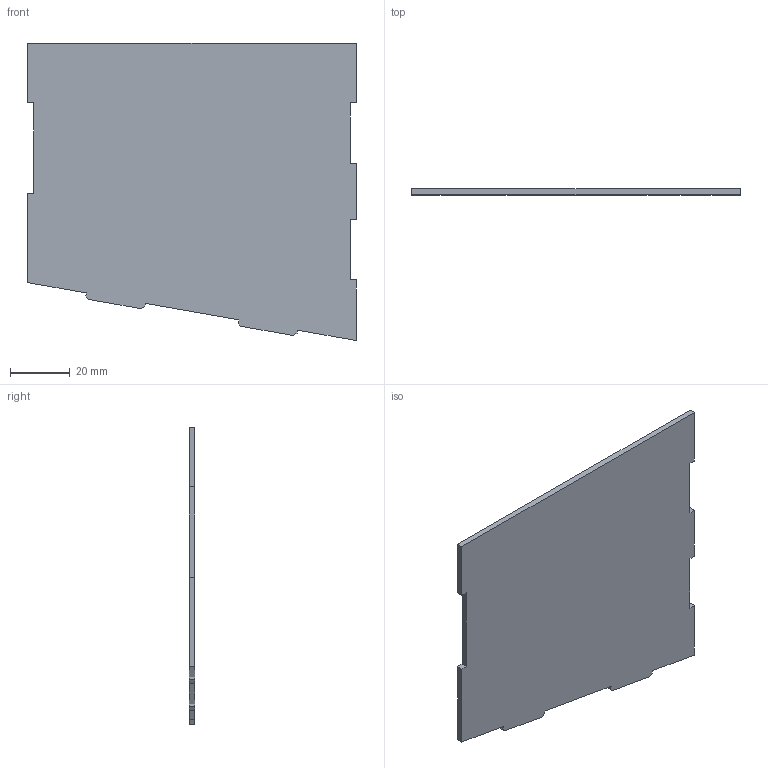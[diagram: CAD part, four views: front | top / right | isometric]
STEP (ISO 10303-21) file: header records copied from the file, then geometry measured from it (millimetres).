
FILE_DESCRIPTION (( 'STEP AP203' ), '1' );
FILE_NAME ('SHRPRO-V1 1420.09-A Control panel side.step', '2019-12-23T20:17:44', ( '' ), ( '' ), 'SwSTEP 2.0', 'SolidWorks 2018', '' );
FILE_SCHEMA (( 'CONFIG_CONTROL_DESIGN' ));
Length unit declared in the file: millimetre
Products named in the file (1): SHRPRO-V1 1420.09-A Control panel side
Bounding box: 110 x 2 x 99.4 mm (x, y, z)
Volume: 19593 mm3; surface area: 20431.7 mm2
Topology: 1 solids, 1 shells, 30 faces, 84 edges, 56 vertices
Faces by surface type: plane 30
Entity records: 1012 total; most frequent: CARTESIAN_POINT 184, ORIENTED_EDGE 168, DIRECTION 133, EDGE_CURVE 84, LINE 71, VECTOR 71, VERTEX_POINT 56, AXIS2_PLACEMENT_3D 31
